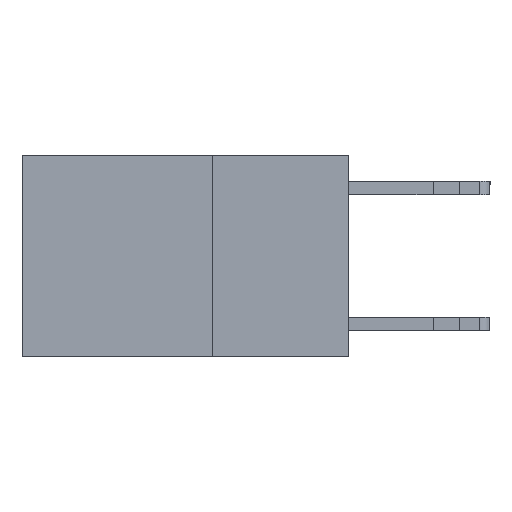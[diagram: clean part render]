
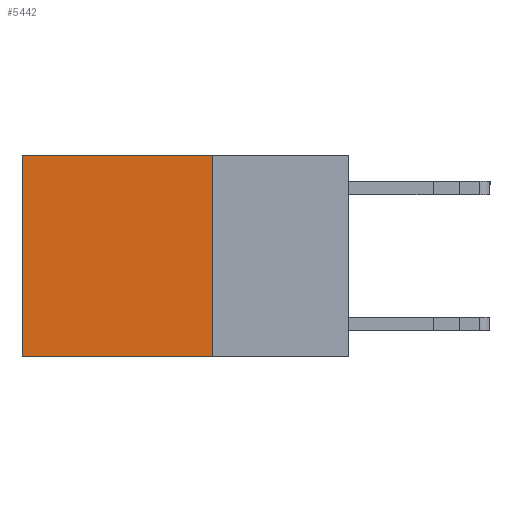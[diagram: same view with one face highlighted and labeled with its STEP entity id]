
A CAD part, left-side view. The second image highlights one B-rep face of the part: STEP entity #5442.
In plain terms, the highlighted planar face has unit normal (-1, 0, 0).
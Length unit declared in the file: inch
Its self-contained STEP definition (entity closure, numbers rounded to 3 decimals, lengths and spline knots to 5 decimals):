
#65 = EDGE_CURVE ( 'NONE', #13528, #7911, #3944, .T. ) ;
#136 = CARTESIAN_POINT ( 'NONE',  ( 0.2625, 0.6, 0. ) ) ;
#973 = VECTOR ( 'NONE', #15605, 39.37008 ) ;
#1159 = CARTESIAN_POINT ( 'NONE',  ( 0.2625, 0.25, 0. ) ) ;
#1364 = ORIENTED_EDGE ( 'NONE', *, *, #65, .F. ) ;
#1783 = DIRECTION ( 'NONE',  ( 0., 0., -1. ) ) ;
#2327 = ORIENTED_EDGE ( 'NONE', *, *, #14001, .F. ) ;
#3944 = LINE ( 'NONE', #7304, #11645 ) ;
#4220 = LINE ( 'NONE', #8489, #16261 ) ;
#4619 = PLANE ( 'NONE',  #17472 ) ;
#5442 = ADVANCED_FACE ( 'NONE', ( #17360 ), #4619, .F. ) ;
#6202 = VERTEX_POINT ( 'NONE', #136 ) ;
#6382 = DIRECTION ( 'NONE',  ( 0., 1., 0. ) ) ;
#6433 = CARTESIAN_POINT ( 'NONE',  ( 0.2625, 0.25, -0.37 ) ) ;
#6530 = EDGE_LOOP ( 'NONE', ( #11096, #1364, #2327, #10281 ) ) ;
#7304 = CARTESIAN_POINT ( 'NONE',  ( 0.2625, 0.25, -0.37 ) ) ;
#7470 = EDGE_CURVE ( 'NONE', #7539, #6202, #12202, .T. ) ;
#7539 = VERTEX_POINT ( 'NONE', #17661 ) ;
#7911 = VERTEX_POINT ( 'NONE', #14233 ) ;
#8489 = CARTESIAN_POINT ( 'NONE',  ( 0.2625, 0.25, 0. ) ) ;
#8958 = CARTESIAN_POINT ( 'NONE',  ( 0.2625, 0.6, 0. ) ) ;
#8987 = CARTESIAN_POINT ( 'NONE',  ( 0.2625, 0.25, 0. ) ) ;
#9136 = VECTOR ( 'NONE', #6382, 39.37008 ) ;
#9773 = DIRECTION ( 'NONE',  ( 0., 0., -1. ) ) ;
#10281 = ORIENTED_EDGE ( 'NONE', *, *, #7470, .T. ) ;
#11096 = ORIENTED_EDGE ( 'NONE', *, *, #16703, .T. ) ;
#11318 = DIRECTION ( 'NONE',  ( 0., 1., 0. ) ) ;
#11645 = VECTOR ( 'NONE', #11318, 39.37008 ) ;
#12202 = LINE ( 'NONE', #1159, #9136 ) ;
#12778 = LINE ( 'NONE', #8958, #973 ) ;
#13528 = VERTEX_POINT ( 'NONE', #6433 ) ;
#14001 = EDGE_CURVE ( 'NONE', #7539, #13528, #4220, .T. ) ;
#14233 = CARTESIAN_POINT ( 'NONE',  ( 0.2625, 0.6, -0.37 ) ) ;
#15605 = DIRECTION ( 'NONE',  ( 0., 0., -1. ) ) ;
#16092 = DIRECTION ( 'NONE',  ( 1., 0., 0. ) ) ;
#16261 = VECTOR ( 'NONE', #9773, 39.37008 ) ;
#16703 = EDGE_CURVE ( 'NONE', #6202, #7911, #12778, .T. ) ;
#17360 = FACE_OUTER_BOUND ( 'NONE', #6530, .T. ) ;
#17472 = AXIS2_PLACEMENT_3D ( 'NONE', #8987, #16092, #1783 ) ;
#17661 = CARTESIAN_POINT ( 'NONE',  ( 0.2625, 0.25, 0. ) ) ;
